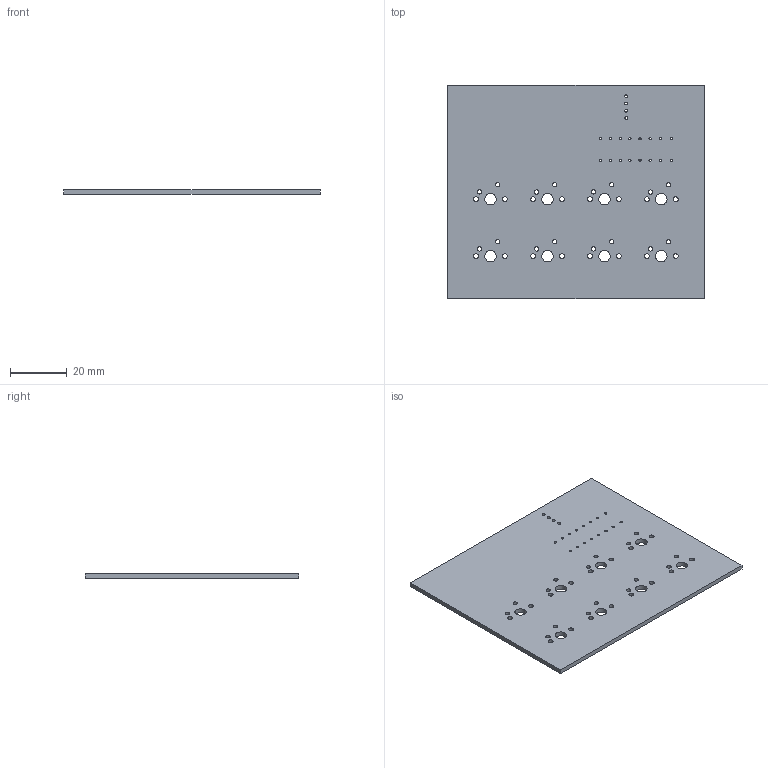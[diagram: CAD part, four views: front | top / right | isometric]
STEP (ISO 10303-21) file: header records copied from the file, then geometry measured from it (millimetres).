
FILE_DESCRIPTION(('KiCad electronic assembly'),'2;1');
FILE_NAME('wavepad.step','2024-10-05T10:09:52',('Pcbnew'),('Kicad'), 'Open CASCADE STEP processor 7.6','KiCad to STEP converter','Unknown' );
FILE_SCHEMA(('AUTOMOTIVE_DESIGN { 1 0 10303 214 1 1 1 1 }'));
Length unit declared in the file: millimetre
Products named in the file (2): wavepad 1; wavepad_PCB
Assembly tree (1 placements, depth 2):
  wavepad 1
    wavepad_PCB
Bounding box: 90.03 x 75.03 x 1.6 mm (x, y, z)
Volume: 10526.3 mm3; surface area: 14188.7 mm2
Topology: 1 solids, 1 shells, 66 faces, 192 edges, 128 vertices
Faces by surface type: cylinder 60, plane 6
Full cylindrical faces by diameter (mm): 0.8 x16, 1 x4, 1.5 x16, 1.7 x16, 4 x8
Entity records: 2533 total; most frequent: DIRECTION 448, CARTESIAN_POINT 388, ORIENTED_EDGE 384, EDGE_CURVE 192, AXIS2_PLACEMENT_3D 188, FACE_BOUND 186, EDGE_LOOP 186, VERTEX_POINT 128
